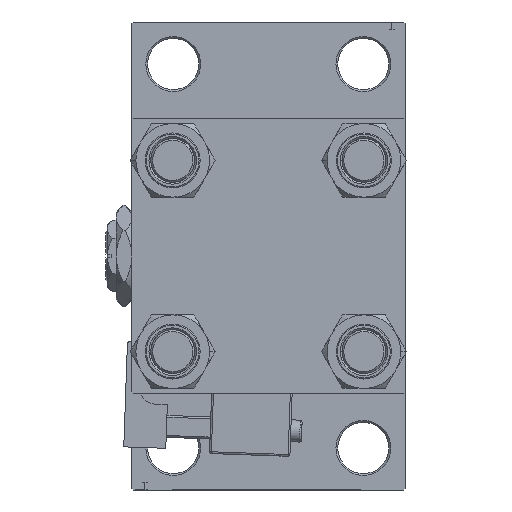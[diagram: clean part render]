
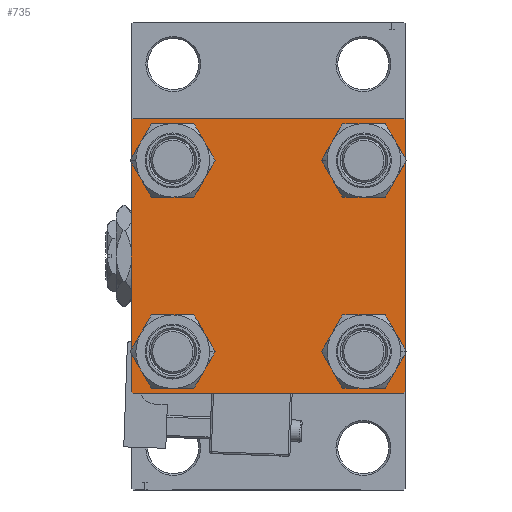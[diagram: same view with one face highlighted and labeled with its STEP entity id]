
A CAD part, left-side view. The second image highlights one B-rep face of the part: STEP entity #735.
In plain terms, the highlighted planar face has unit normal (-1, 0, 0).
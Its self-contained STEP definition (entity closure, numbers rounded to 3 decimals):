
#10 = ORIENTED_EDGE ( 'NONE', *, *, #5416, .T. ) ;
#229 = CARTESIAN_POINT ( 'NONE',  ( 0., -26.15, 26.15 ) ) ;
#616 = VECTOR ( 'NONE', #24886, 1000. ) ;
#715 = DIRECTION ( 'NONE',  ( 0., -1., 0. ) ) ;
#735 = ADVANCED_FACE ( 'NONE', ( #30793, #47245, #46475, #51155, #34190 ), #10404, .T. ) ;
#1632 = CARTESIAN_POINT ( 'NONE',  ( 0., -26.15, 19.65 ) ) ;
#1910 = AXIS2_PLACEMENT_3D ( 'NONE', #11379, #27332, #43248 ) ;
#2315 = LINE ( 'NONE', #30273, #13901 ) ;
#2400 = EDGE_LOOP ( 'NONE', ( #23509, #31256, #44051, #50262, #47386, #49932, #35390, #16679 ) ) ;
#2409 = CARTESIAN_POINT ( 'NONE',  ( 0., 37., 37.5 ) ) ;
#2803 = VERTEX_POINT ( 'NONE', #51495 ) ;
#3404 = VERTEX_POINT ( 'NONE', #38500 ) ;
#3519 = VERTEX_POINT ( 'NONE', #8424 ) ;
#3745 = VECTOR ( 'NONE', #41101, 1000. ) ;
#4371 = DIRECTION ( 'NONE',  ( 0., 0., 1. ) ) ;
#5310 = CIRCLE ( 'NONE', #34519, 6.5 ) ;
#5416 = EDGE_CURVE ( 'NONE', #42248, #2803, #29442, .T. ) ;
#5870 = EDGE_CURVE ( 'NONE', #2803, #42248, #28623, .T. ) ;
#5961 = DIRECTION ( 'NONE',  ( 0., 0., 1. ) ) ;
#7020 = ORIENTED_EDGE ( 'NONE', *, *, #51051, .T. ) ;
#8023 = VERTEX_POINT ( 'NONE', #14388 ) ;
#8424 = CARTESIAN_POINT ( 'NONE',  ( 0., 37.5, -37. ) ) ;
#8727 = AXIS2_PLACEMENT_3D ( 'NONE', #12135, #28089, #24410 ) ;
#9546 = AXIS2_PLACEMENT_3D ( 'NONE', #229, #48054, #24028 ) ;
#10095 = VERTEX_POINT ( 'NONE', #20133 ) ;
#10404 = PLANE ( 'NONE',  #16074 ) ;
#10406 = DIRECTION ( 'NONE',  ( 0., 0., -1. ) ) ;
#11247 = DIRECTION ( 'NONE',  ( 0., 0., 1. ) ) ;
#11379 = CARTESIAN_POINT ( 'NONE',  ( 0., 26.15, 26.15 ) ) ;
#12135 = CARTESIAN_POINT ( 'NONE',  ( 0., -26.15, 26.15 ) ) ;
#12277 = LINE ( 'NONE', #33938, #29737 ) ;
#12648 = EDGE_CURVE ( 'NONE', #3519, #33693, #12277, .T. ) ;
#12716 = EDGE_CURVE ( 'NONE', #37957, #27159, #2315, .T. ) ;
#12836 = CARTESIAN_POINT ( 'NONE',  ( 0., 37.5, -37.5 ) ) ;
#12840 = ORIENTED_EDGE ( 'NONE', *, *, #5870, .T. ) ;
#13015 = CARTESIAN_POINT ( 'NONE',  ( 0., 26.15, -19.65 ) ) ;
#13356 = LINE ( 'NONE', #12836, #15521 ) ;
#13376 = DIRECTION ( 'NONE',  ( 0., 0., 1. ) ) ;
#13619 = CARTESIAN_POINT ( 'NONE',  ( 0., 26.15, 32.65 ) ) ;
#13901 = VECTOR ( 'NONE', #10406, 1000. ) ;
#14388 = CARTESIAN_POINT ( 'NONE',  ( 0., -37., -37.5 ) ) ;
#14459 = CIRCLE ( 'NONE', #32792, 6.5 ) ;
#14784 = VERTEX_POINT ( 'NONE', #24883 ) ;
#14998 = EDGE_LOOP ( 'NONE', ( #33378, #34249 ) ) ;
#15117 = DIRECTION ( 'NONE',  ( -1., 0., 0. ) ) ;
#15521 = VECTOR ( 'NONE', #25111, 1000. ) ;
#15802 = EDGE_LOOP ( 'NONE', ( #10, #12840 ) ) ;
#16074 = AXIS2_PLACEMENT_3D ( 'NONE', #37400, #15117, #19046 ) ;
#16679 = ORIENTED_EDGE ( 'NONE', *, *, #25985, .T. ) ;
#17559 = CARTESIAN_POINT ( 'NONE',  ( 0., -37.25, 37.25 ) ) ;
#19046 = DIRECTION ( 'NONE',  ( 0., 0., 1. ) ) ;
#19759 = DIRECTION ( 'NONE',  ( 0., 0.707, -0.707 ) ) ;
#19826 = DIRECTION ( 'NONE',  ( 1., 0., 0. ) ) ;
#20133 = CARTESIAN_POINT ( 'NONE',  ( 0., -37., 37.5 ) ) ;
#21455 = EDGE_CURVE ( 'NONE', #14784, #27853, #47453, .T. ) ;
#21534 = CARTESIAN_POINT ( 'NONE',  ( 0., -37.25, -37.25 ) ) ;
#21608 = DIRECTION ( 'NONE',  ( 0., 0., 1. ) ) ;
#22239 = CARTESIAN_POINT ( 'NONE',  ( 0., -26.15, -19.65 ) ) ;
#23509 = ORIENTED_EDGE ( 'NONE', *, *, #27641, .T. ) ;
#24028 = DIRECTION ( 'NONE',  ( 0., 0., 1. ) ) ;
#24039 = VERTEX_POINT ( 'NONE', #1632 ) ;
#24176 = LINE ( 'NONE', #47181, #48470 ) ;
#24337 = LINE ( 'NONE', #43409, #33507 ) ;
#24410 = DIRECTION ( 'NONE',  ( 0., 0., 1. ) ) ;
#24883 = CARTESIAN_POINT ( 'NONE',  ( 0., -26.15, -32.65 ) ) ;
#24886 = DIRECTION ( 'NONE',  ( 0., 0.707, 0.707 ) ) ;
#25056 = EDGE_LOOP ( 'NONE', ( #49485, #7020 ) ) ;
#25111 = DIRECTION ( 'NONE',  ( 0., -1., 0. ) ) ;
#25272 = AXIS2_PLACEMENT_3D ( 'NONE', #44206, #49162, #13376 ) ;
#25687 = EDGE_CURVE ( 'NONE', #48221, #10095, #32577, .T. ) ;
#25837 = DIRECTION ( 'NONE',  ( 0., -0.707, -0.707 ) ) ;
#25985 = EDGE_CURVE ( 'NONE', #48221, #37814, #24176, .T. ) ;
#26245 = CIRCLE ( 'NONE', #9546, 6.5 ) ;
#27159 = VERTEX_POINT ( 'NONE', #42058 ) ;
#27332 = DIRECTION ( 'NONE',  ( 1., 0., 0. ) ) ;
#27460 = DIRECTION ( 'NONE',  ( 1., 0., 0. ) ) ;
#27641 = EDGE_CURVE ( 'NONE', #37814, #3519, #24337, .T. ) ;
#27853 = VERTEX_POINT ( 'NONE', #22239 ) ;
#28089 = DIRECTION ( 'NONE',  ( 1., 0., 0. ) ) ;
#28213 = EDGE_LOOP ( 'NONE', ( #31271, #45990 ) ) ;
#28623 = CIRCLE ( 'NONE', #1910, 6.5 ) ;
#29317 = CARTESIAN_POINT ( 'NONE',  ( 0., 37., -37.5 ) ) ;
#29442 = CIRCLE ( 'NONE', #25272, 6.5 ) ;
#29513 = EDGE_CURVE ( 'NONE', #33408, #39026, #40255, .T. ) ;
#29690 = CARTESIAN_POINT ( 'NONE',  ( 0., 26.15, -26.15 ) ) ;
#29737 = VECTOR ( 'NONE', #25837, 1000. ) ;
#30273 = CARTESIAN_POINT ( 'NONE',  ( 0., -37.5, 37.5 ) ) ;
#30793 = FACE_BOUND ( 'NONE', #28213, .T. ) ;
#31256 = ORIENTED_EDGE ( 'NONE', *, *, #12648, .T. ) ;
#31271 = ORIENTED_EDGE ( 'NONE', *, *, #37293, .T. ) ;
#31277 = CIRCLE ( 'NONE', #8727, 6.5 ) ;
#32577 = LINE ( 'NONE', #35994, #34259 ) ;
#32767 = AXIS2_PLACEMENT_3D ( 'NONE', #29690, #45877, #21608 ) ;
#32792 = AXIS2_PLACEMENT_3D ( 'NONE', #37565, #45679, #5961 ) ;
#33378 = ORIENTED_EDGE ( 'NONE', *, *, #49815, .T. ) ;
#33408 = VERTEX_POINT ( 'NONE', #13015 ) ;
#33507 = VECTOR ( 'NONE', #35847, 1000. ) ;
#33693 = VERTEX_POINT ( 'NONE', #29317 ) ;
#33790 = CARTESIAN_POINT ( 'NONE',  ( 0., -37.5, 37. ) ) ;
#33938 = CARTESIAN_POINT ( 'NONE',  ( 0., 37.25, -37.25 ) ) ;
#34190 = FACE_OUTER_BOUND ( 'NONE', #2400, .T. ) ;
#34249 = ORIENTED_EDGE ( 'NONE', *, *, #21455, .T. ) ;
#34259 = VECTOR ( 'NONE', #715, 1000. ) ;
#34519 = AXIS2_PLACEMENT_3D ( 'NONE', #39459, #27460, #11247 ) ;
#35390 = ORIENTED_EDGE ( 'NONE', *, *, #25687, .F. ) ;
#35847 = DIRECTION ( 'NONE',  ( 0., 0., -1. ) ) ;
#35994 = CARTESIAN_POINT ( 'NONE',  ( 0., 37.5, 37.5 ) ) ;
#37293 = EDGE_CURVE ( 'NONE', #3404, #24039, #26245, .T. ) ;
#37400 = CARTESIAN_POINT ( 'NONE',  ( 0., 0., 0. ) ) ;
#37401 = LINE ( 'NONE', #17559, #616 ) ;
#37448 = AXIS2_PLACEMENT_3D ( 'NONE', #48275, #19826, #4371 ) ;
#37565 = CARTESIAN_POINT ( 'NONE',  ( 0., -26.15, -26.15 ) ) ;
#37814 = VERTEX_POINT ( 'NONE', #46651 ) ;
#37931 = EDGE_CURVE ( 'NONE', #24039, #3404, #31277, .T. ) ;
#37957 = VERTEX_POINT ( 'NONE', #33790 ) ;
#38009 = EDGE_CURVE ( 'NONE', #8023, #27159, #41365, .T. ) ;
#38147 = CARTESIAN_POINT ( 'NONE',  ( 0., 26.15, -32.65 ) ) ;
#38500 = CARTESIAN_POINT ( 'NONE',  ( 0., -26.15, 32.65 ) ) ;
#39026 = VERTEX_POINT ( 'NONE', #38147 ) ;
#39459 = CARTESIAN_POINT ( 'NONE',  ( 0., 26.15, -26.15 ) ) ;
#39837 = EDGE_CURVE ( 'NONE', #33693, #8023, #13356, .T. ) ;
#40255 = CIRCLE ( 'NONE', #32767, 6.5 ) ;
#41101 = DIRECTION ( 'NONE',  ( 0., -0.707, 0.707 ) ) ;
#41365 = LINE ( 'NONE', #21534, #3745 ) ;
#42058 = CARTESIAN_POINT ( 'NONE',  ( 0., -37.5, -37. ) ) ;
#42248 = VERTEX_POINT ( 'NONE', #13619 ) ;
#43016 = EDGE_CURVE ( 'NONE', #37957, #10095, #37401, .T. ) ;
#43248 = DIRECTION ( 'NONE',  ( 0., 0., 1. ) ) ;
#43409 = CARTESIAN_POINT ( 'NONE',  ( 0., 37.5, 37.5 ) ) ;
#44051 = ORIENTED_EDGE ( 'NONE', *, *, #39837, .T. ) ;
#44206 = CARTESIAN_POINT ( 'NONE',  ( 0., 26.15, 26.15 ) ) ;
#45679 = DIRECTION ( 'NONE',  ( 1., 0., 0. ) ) ;
#45877 = DIRECTION ( 'NONE',  ( 1., 0., 0. ) ) ;
#45990 = ORIENTED_EDGE ( 'NONE', *, *, #37931, .T. ) ;
#46475 = FACE_BOUND ( 'NONE', #25056, .T. ) ;
#46651 = CARTESIAN_POINT ( 'NONE',  ( 0., 37.5, 37. ) ) ;
#47181 = CARTESIAN_POINT ( 'NONE',  ( 0., 37.25, 37.25 ) ) ;
#47245 = FACE_BOUND ( 'NONE', #14998, .T. ) ;
#47386 = ORIENTED_EDGE ( 'NONE', *, *, #12716, .F. ) ;
#47453 = CIRCLE ( 'NONE', #37448, 6.5 ) ;
#48054 = DIRECTION ( 'NONE',  ( 1., 0., 0. ) ) ;
#48221 = VERTEX_POINT ( 'NONE', #2409 ) ;
#48275 = CARTESIAN_POINT ( 'NONE',  ( 0., -26.15, -26.15 ) ) ;
#48470 = VECTOR ( 'NONE', #19759, 1000. ) ;
#49162 = DIRECTION ( 'NONE',  ( 1., 0., 0. ) ) ;
#49485 = ORIENTED_EDGE ( 'NONE', *, *, #29513, .T. ) ;
#49815 = EDGE_CURVE ( 'NONE', #27853, #14784, #14459, .T. ) ;
#49932 = ORIENTED_EDGE ( 'NONE', *, *, #43016, .T. ) ;
#50262 = ORIENTED_EDGE ( 'NONE', *, *, #38009, .T. ) ;
#51051 = EDGE_CURVE ( 'NONE', #39026, #33408, #5310, .T. ) ;
#51155 = FACE_BOUND ( 'NONE', #15802, .T. ) ;
#51495 = CARTESIAN_POINT ( 'NONE',  ( 0., 26.15, 19.65 ) ) ;
